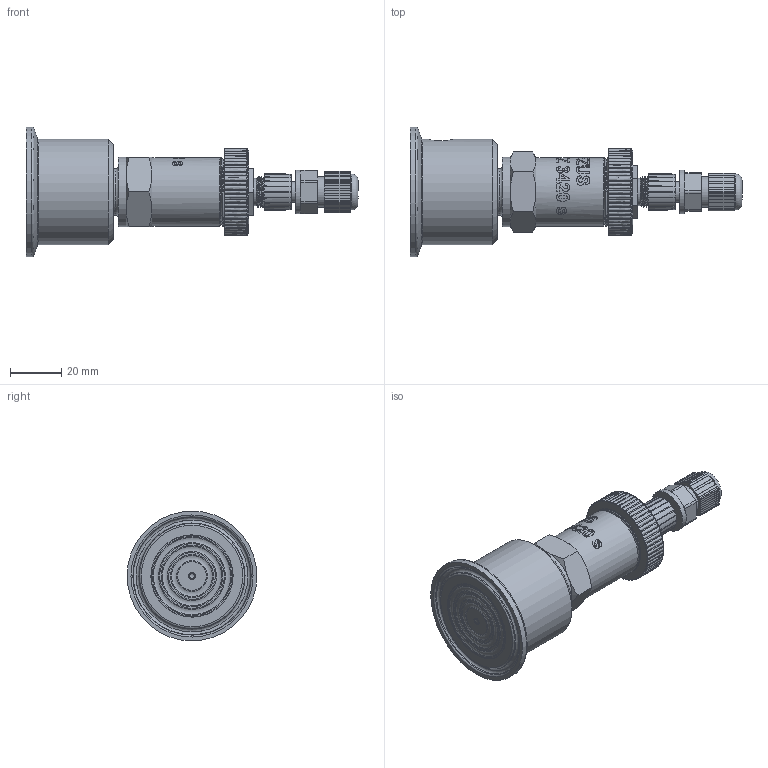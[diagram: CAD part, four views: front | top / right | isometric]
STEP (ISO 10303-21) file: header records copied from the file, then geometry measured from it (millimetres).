
FILE_DESCRIPTION(/* description */ (''),/* implementation_level */ '2;1');
FILE_NAME(/* name */ 'APZ3420s_ClampDN1-1''2_4.step',/* time_stamp */ '2021-07-08T14:20:17+03:00',/* author */ (''),/* organization */ (''),/* preprocessor_version */ 'ST-DEVELOPER v18.1',/* originating_system */ 'Autodesk Translation Framework v10.9.0.1377',/* authorisation */ '');
FILE_SCHEMA (('AUTOMOTIVE_DESIGN { 1 0 10303 214 3 1 1 }'));
Products named in the file (7): АПЗ 3420S заполненная; OMAL nut M27x1.5; M12x1 male; Ш100.000.002; M12x1 female straight; G1\2EN; Clamp DN1-1'2 diaphragm 32 v9
Assembly tree (5 placements, depth 2):
  АПЗ 3420S заполненная
    OMAL nut M27x1.5
    M12x1 male
    Ш100.000.002
    M12x1 female straight
    G1\2EN
  Clamp DN1-1'2 diaphragm 32 v9
Bounding box: 129.22 x 50.5 x 50.5 mm (x, y, z)
Volume: 84397.2 mm3; surface area: 30098.3 mm2
Topology: 18 solids, 18 shells, 1026 faces, 2808 edges, 1875 vertices
Faces by surface type: bspline 499, plane 285, cylinder 164, cone 55, torus 22, sphere 1
Full cylindrical faces by diameter (mm): 1 x12, 1.5 x4, 2 x1, 3 x1, 3.3 x1, 5 x1, 6 x3, 7.3 x1, 8 x3, 8.2 x1, 10.293 x1, 10.6 x2, 10.741 x6, 11.884 x5, 12 x1, 14 x2, 14.137 x4, 14.526 x3, 15.85 x3, 16.203 x3, 16.7 x1, 17 x1, 17.5 x1, 18 x1, 18.631 x7, 20.955 x7, 21.4 x2, 22 x1, 22.3 x1, 22.4 x1
Entity records: 62736 total; most frequent: CARTESIAN_POINT 40435, ORIENTED_EDGE 5616, DIRECTION 2870, EDGE_CURVE 2808, VERTEX_POINT 1875, B_SPLINE_CURVE_WITH_KNOTS 1313, EDGE_LOOP 1101, LINE 1032
